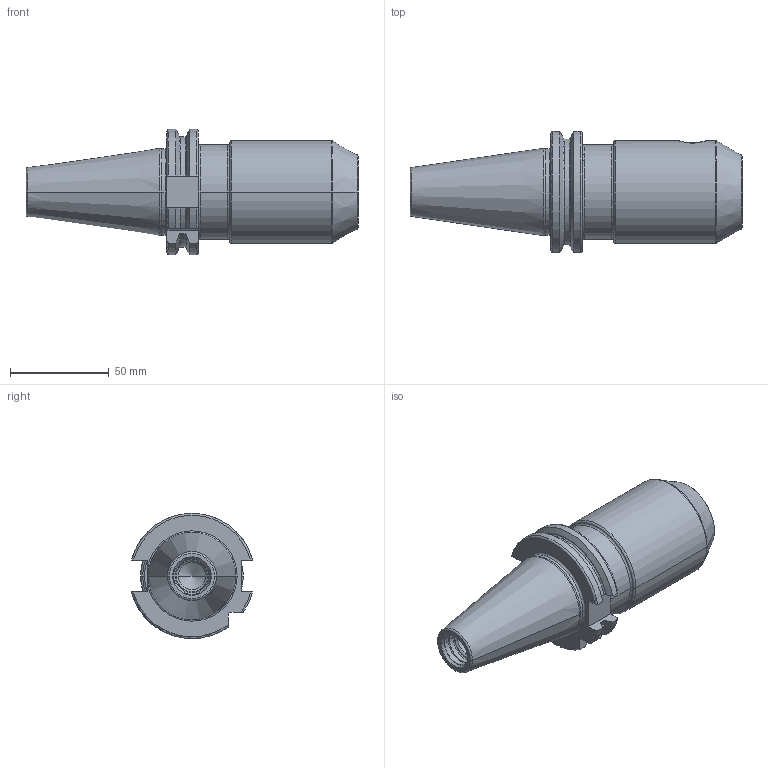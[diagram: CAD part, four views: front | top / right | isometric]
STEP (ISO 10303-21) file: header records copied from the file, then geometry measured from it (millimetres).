
FILE_DESCRIPTION((''),'2;1');
FILE_NAME('40-301-20','2011-08-31T',('mei'),(''),'PRO/ENGINEER BY PARAMETRIC TECHNOLOGY CORPORATION, 2010430','PRO/ENGINEER BY PARAMETRIC TECHNOLOGY CORPORATION, 2010430','');
FILE_SCHEMA(('CONFIG_CONTROL_DESIGN'));
Length unit declared in the file: millimetre
Products named in the file (1): 40-301-20
Bounding box: 168.25 x 61.42 x 63.51 mm (x, y, z)
Volume: 244021.8 mm3; surface area: 37434.3 mm2
Topology: 1 solids, 3 shells, 106 faces, 269 edges, 165 vertices
Faces by surface type: torus 33, cylinder 30, plane 23, cone 20
Entity records: 3603 total; most frequent: CARTESIAN_POINT 1012, DIRECTION 556, ORIENTED_EDGE 526, EDGE_CURVE 267, AXIS2_PLACEMENT_3D 231, VERTEX_POINT 165, CIRCLE 124, EDGE_LOOP 110
